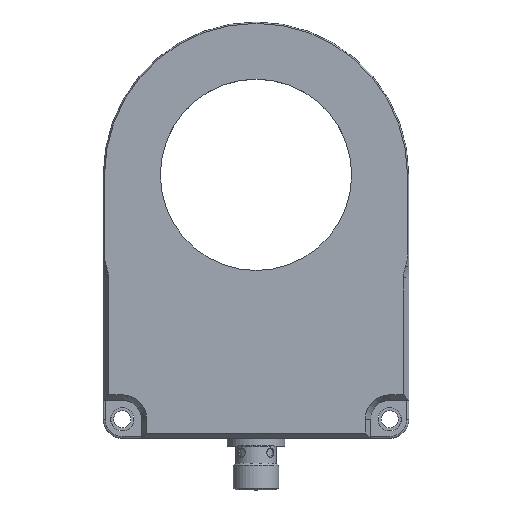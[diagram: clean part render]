
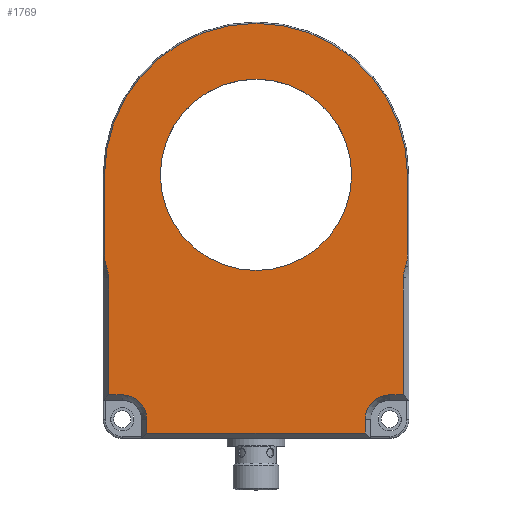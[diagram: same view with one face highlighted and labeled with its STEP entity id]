
A CAD part, top view. The second image highlights one B-rep face of the part: STEP entity #1769.
In plain terms, the highlighted planar face has unit normal (0, 0, 1).
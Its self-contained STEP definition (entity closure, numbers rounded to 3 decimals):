
#15=ELLIPSE('',#1978,11.807,10.225);
#16=ELLIPSE('',#1979,11.807,10.225);
#17=ELLIPSE('',#1981,11.807,10.225);
#18=ELLIPSE('',#1982,11.807,10.225);
#78=FACE_BOUND('',#319,.T.);
#109=PLANE('',#1977);
#194=FACE_OUTER_BOUND('',#318,.T.);
#318=EDGE_LOOP('',(#1415,#1416,#1417,#1418,#1419,#1420,#1421,#1422,#1423,
#1424,#1425,#1426,#1427,#1428,#1429,#1430));
#319=EDGE_LOOP('',(#1431));
#431=LINE('',#3289,#552);
#437=LINE('',#3303,#558);
#438=LINE('',#3306,#559);
#440=LINE('',#3310,#561);
#441=LINE('',#3316,#562);
#442=LINE('',#3320,#563);
#443=LINE('',#3326,#564);
#444=LINE('',#3328,#565);
#445=LINE('',#3331,#566);
#552=VECTOR('',#2399,10.);
#558=VECTOR('',#2413,10.);
#559=VECTOR('',#2416,10.);
#561=VECTOR('',#2420,10.);
#562=VECTOR('',#2425,10.);
#563=VECTOR('',#2428,10.);
#564=VECTOR('',#2433,10.);
#565=VECTOR('',#2434,10.);
#566=VECTOR('',#2437,10.);
#609=CIRCLE('',#1858,25.05);
#677=CIRCLE('',#1974,6.386);
#678=CIRCLE('',#1980,39.654);
#679=CIRCLE('',#1983,6.386);
#720=VERTEX_POINT('',#2912);
#810=VERTEX_POINT('',#3286);
#811=VERTEX_POINT('',#3288);
#813=VERTEX_POINT('',#3294);
#815=VERTEX_POINT('',#3300);
#816=VERTEX_POINT('',#3305);
#817=VERTEX_POINT('',#3309);
#818=VERTEX_POINT('',#3311);
#819=VERTEX_POINT('',#3313);
#820=VERTEX_POINT('',#3315);
#821=VERTEX_POINT('',#3317);
#822=VERTEX_POINT('',#3319);
#823=VERTEX_POINT('',#3321);
#824=VERTEX_POINT('',#3323);
#825=VERTEX_POINT('',#3325);
#826=VERTEX_POINT('',#3327);
#827=VERTEX_POINT('',#3329);
#889=EDGE_CURVE('',#720,#720,#609,.T.);
#1020=EDGE_CURVE('',#810,#811,#431,.T.);
#1025=EDGE_CURVE('',#811,#813,#677,.T.);
#1028=EDGE_CURVE('',#813,#815,#437,.T.);
#1029=EDGE_CURVE('',#815,#816,#438,.T.);
#1031=EDGE_CURVE('',#810,#817,#440,.T.);
#1032=EDGE_CURVE('',#817,#818,#15,.T.);
#1033=EDGE_CURVE('',#819,#818,#16,.T.);
#1034=EDGE_CURVE('',#820,#819,#441,.T.);
#1035=EDGE_CURVE('',#821,#820,#678,.T.);
#1036=EDGE_CURVE('',#822,#821,#442,.T.);
#1037=EDGE_CURVE('',#823,#822,#17,.T.);
#1038=EDGE_CURVE('',#823,#824,#18,.T.);
#1039=EDGE_CURVE('',#824,#825,#443,.T.);
#1040=EDGE_CURVE('',#826,#825,#444,.T.);
#1041=EDGE_CURVE('',#827,#826,#679,.T.);
#1042=EDGE_CURVE('',#816,#827,#445,.T.);
#1415=ORIENTED_EDGE('',*,*,#1028,.F.);
#1416=ORIENTED_EDGE('',*,*,#1025,.F.);
#1417=ORIENTED_EDGE('',*,*,#1020,.F.);
#1418=ORIENTED_EDGE('',*,*,#1031,.T.);
#1419=ORIENTED_EDGE('',*,*,#1032,.T.);
#1420=ORIENTED_EDGE('',*,*,#1033,.F.);
#1421=ORIENTED_EDGE('',*,*,#1034,.F.);
#1422=ORIENTED_EDGE('',*,*,#1035,.F.);
#1423=ORIENTED_EDGE('',*,*,#1036,.F.);
#1424=ORIENTED_EDGE('',*,*,#1037,.F.);
#1425=ORIENTED_EDGE('',*,*,#1038,.T.);
#1426=ORIENTED_EDGE('',*,*,#1039,.T.);
#1427=ORIENTED_EDGE('',*,*,#1040,.F.);
#1428=ORIENTED_EDGE('',*,*,#1041,.F.);
#1429=ORIENTED_EDGE('',*,*,#1042,.F.);
#1430=ORIENTED_EDGE('',*,*,#1029,.F.);
#1431=ORIENTED_EDGE('',*,*,#889,.T.);
#1769=ADVANCED_FACE('',(#194,#78),#109,.T.);
#1858=AXIS2_PLACEMENT_3D('',#2914,#2109,#2110);
#1974=AXIS2_PLACEMENT_3D('',#3298,#2407,#2408);
#1977=AXIS2_PLACEMENT_3D('',#3308,#2418,#2419);
#1978=AXIS2_PLACEMENT_3D('',#3312,#2421,#2422);
#1979=AXIS2_PLACEMENT_3D('',#3314,#2423,#2424);
#1980=AXIS2_PLACEMENT_3D('',#3318,#2426,#2427);
#1981=AXIS2_PLACEMENT_3D('',#3322,#2429,#2430);
#1982=AXIS2_PLACEMENT_3D('',#3324,#2431,#2432);
#1983=AXIS2_PLACEMENT_3D('',#3330,#2435,#2436);
#2109=DIRECTION('center_axis',(0.,0.,-1.));
#2110=DIRECTION('ref_axis',(-1.,0.,0.));
#2399=DIRECTION('',(-1.,0.,0.));
#2407=DIRECTION('center_axis',(0.,0.,1.));
#2408=DIRECTION('ref_axis',(-0.707,0.707,0.));
#2413=DIRECTION('',(0.,-1.,0.));
#2416=DIRECTION('',(-1.,0.,0.));
#2418=DIRECTION('center_axis',(0.,0.,1.));
#2419=DIRECTION('ref_axis',(1.,0.,0.));
#2420=DIRECTION('',(0.,1.,0.));
#2421=DIRECTION('center_axis',(0.,0.,-1.));
#2422=DIRECTION('ref_axis',(-1.,0.,0.));
#2423=DIRECTION('center_axis',(0.,0.,
-1.));
#2424=DIRECTION('ref_axis',(1.,0.,0.));
#2425=DIRECTION('',(0.,-1.,0.));
#2426=DIRECTION('center_axis',(0.,0.,-1.));
#2427=DIRECTION('ref_axis',(1.,0.,0.));
#2428=DIRECTION('',(0.,1.,0.));
#2429=DIRECTION('center_axis',(0.,0.,
-1.));
#2430=DIRECTION('ref_axis',(-1.,0.,0.));
#2431=DIRECTION('center_axis',(0.,0.,-1.));
#2432=DIRECTION('ref_axis',(1.,0.,0.));
#2433=DIRECTION('',(0.,-1.,0.));
#2434=DIRECTION('',(-1.,0.,0.));
#2435=DIRECTION('center_axis',(0.,0.,1.));
#2436=DIRECTION('ref_axis',(0.707,0.707,0.));
#2437=DIRECTION('',(0.,1.,0.));
#2912=CARTESIAN_POINT('',(25.05,69.,20.));
#2914=CARTESIAN_POINT('Origin',(0.,69.,20.));
#3286=CARTESIAN_POINT('',(38.614,11.386,20.));
#3288=CARTESIAN_POINT('',(35.,11.386,20.));
#3289=CARTESIAN_POINT('',(15.,11.386,20.));
#3294=CARTESIAN_POINT('',(28.614,5.,20.));
#3298=CARTESIAN_POINT('Origin',(35.,5.,20.));
#3300=CARTESIAN_POINT('',(28.614,1.386,20.));
#3303=CARTESIAN_POINT('',(28.614,27.25,20.));
#3305=CARTESIAN_POINT('',(-28.614,1.386,20.));
#3306=CARTESIAN_POINT('',(-20.,1.386,20.));
#3308=CARTESIAN_POINT('Origin',(0.,54.5,20.));
#3309=CARTESIAN_POINT('',(38.614,42.,20.));
#3310=CARTESIAN_POINT('',(38.614,32.25,20.));
#3311=CARTESIAN_POINT('',(39.134,45.,20.));
#3312=CARTESIAN_POINT('Origin',(50.421,42.,20.));
#3313=CARTESIAN_POINT('',(39.654,48.,20.));
#3314=CARTESIAN_POINT('Origin',(27.847,48.,20.));
#3315=CARTESIAN_POINT('',(39.654,69.,20.));
#3316=CARTESIAN_POINT('',(39.654,27.25,20.));
#3317=CARTESIAN_POINT('',(-39.654,69.,20.));
#3318=CARTESIAN_POINT('Origin',(0.,69.,20.));
#3319=CARTESIAN_POINT('',(-39.654,48.,20.));
#3320=CARTESIAN_POINT('',(-39.654,61.75,20.));
#3321=CARTESIAN_POINT('',(-39.134,45.,20.));
#3322=CARTESIAN_POINT('Origin',(-27.847,48.,20.));
#3323=CARTESIAN_POINT('',(-38.614,42.,20.));
#3324=CARTESIAN_POINT('Origin',(-50.421,42.,20.));
#3325=CARTESIAN_POINT('',(-38.614,11.386,20.));
#3326=CARTESIAN_POINT('',(-38.614,32.25,20.));
#3327=CARTESIAN_POINT('',(-35.,11.386,20.));
#3328=CARTESIAN_POINT('',(-20.,11.386,20.));
#3329=CARTESIAN_POINT('',(-28.614,5.,20.));
#3330=CARTESIAN_POINT('Origin',(-35.,5.,20.));
#3331=CARTESIAN_POINT('',(-28.614,32.25,20.));
